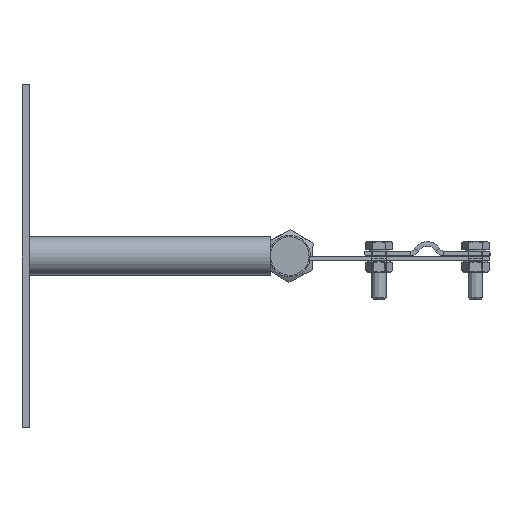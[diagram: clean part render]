
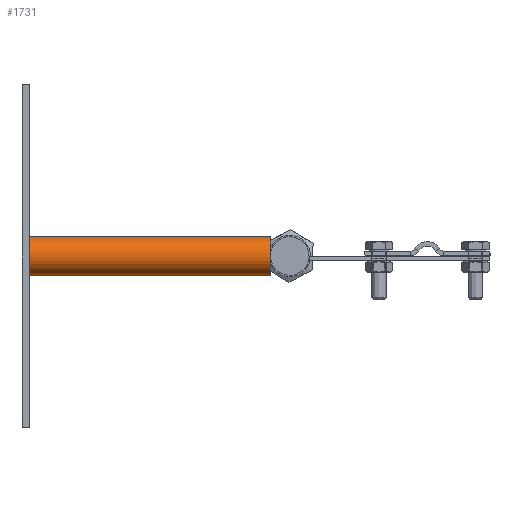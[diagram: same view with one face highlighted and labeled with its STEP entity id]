
A CAD part, front view. The second image highlights one B-rep face of the part: STEP entity #1731.
In plain terms, the highlighted cylindrical face has radius 8 mm (diameter 16 mm), a full revolution.
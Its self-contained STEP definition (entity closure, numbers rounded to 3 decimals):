
#205=CYLINDRICAL_SURFACE('',#2139,8.);
#302=CIRCLE('',#2140,8.);
#303=CIRCLE('',#2141,8.);
#401=FACE_OUTER_BOUND('',#536,.T.);
#536=EDGE_LOOP('',(#1513,#1514,#1515,#1516));
#654=LINE('',#3174,#766);
#766=VECTOR('',#2628,8.);
#895=VERTEX_POINT('',#3171);
#896=VERTEX_POINT('',#3173);
#1104=EDGE_CURVE('',#895,#895,#302,.T.);
#1105=EDGE_CURVE('',#895,#896,#654,.T.);
#1106=EDGE_CURVE('',#896,#896,#303,.T.);
#1513=ORIENTED_EDGE('',*,*,#1104,.F.);
#1514=ORIENTED_EDGE('',*,*,#1105,.T.);
#1515=ORIENTED_EDGE('',*,*,#1106,.T.);
#1516=ORIENTED_EDGE('',*,*,#1105,.F.);
#1731=ADVANCED_FACE('',(#401),#205,.T.);
#2139=AXIS2_PLACEMENT_3D('',#3170,#2624,#2625);
#2140=AXIS2_PLACEMENT_3D('',#3172,#2626,#2627);
#2141=AXIS2_PLACEMENT_3D('',#3175,#2629,#2630);
#2624=DIRECTION('center_axis',(0.,0.,1.));
#2625=DIRECTION('ref_axis',(1.,0.,0.));
#2626=DIRECTION('center_axis',(0.,0.,1.));
#2627=DIRECTION('ref_axis',(1.,0.,0.));
#2628=DIRECTION('',(0.,0.,-1.));
#2629=DIRECTION('center_axis',(0.,0.,1.));
#2630=DIRECTION('ref_axis',(1.,0.,0.));
#3170=CARTESIAN_POINT('Origin',(0.,0.,0.));
#3171=CARTESIAN_POINT('',(-8.,0.,100.));
#3172=CARTESIAN_POINT('Origin',(0.,0.,100.));
#3173=CARTESIAN_POINT('',(-8.,0.,0.));
#3174=CARTESIAN_POINT('',(-8.,0.,0.));
#3175=CARTESIAN_POINT('Origin',(0.,0.,0.));
